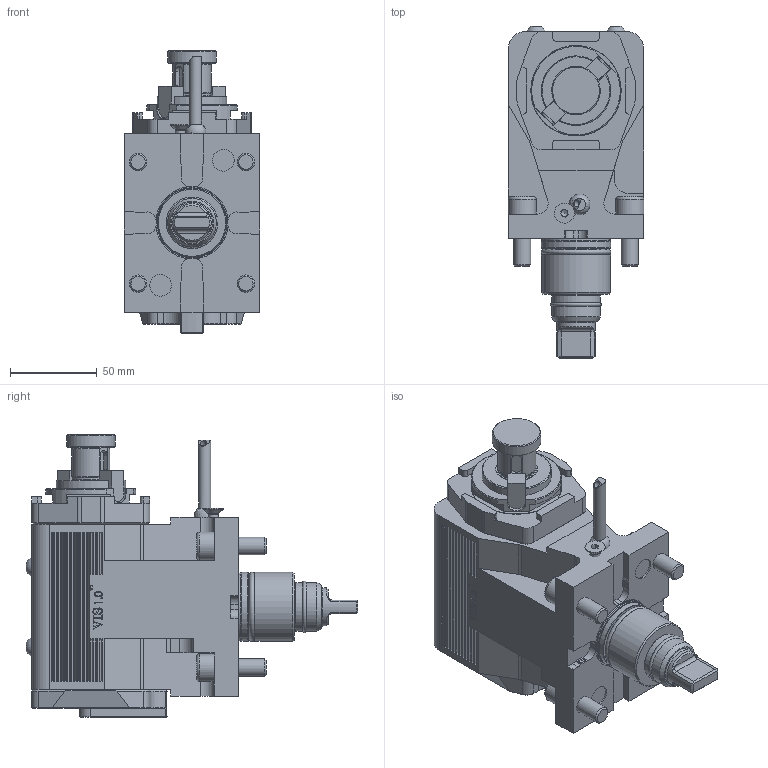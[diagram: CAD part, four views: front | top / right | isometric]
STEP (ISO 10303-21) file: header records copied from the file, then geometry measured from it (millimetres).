
FILE_DESCRIPTION (( 'STEP AP214' ), '1' );
FILE_NAME ('RRPFH22131UNZ.STEP', '2023-03-06T14:16:26', ( '' ), ( '' ), 'SwSTEP 2.0', 'SolidWorks 2016', '' );
FILE_SCHEMA (( 'AUTOMOTIVE_DESIGN' ));
Length unit declared in the file: millimetre
Products named in the file (1): RRPFH22131UNZ
Bounding box: 78 x 191.1 x 162.5 mm (x, y, z)
Volume: 1003226.6 mm3; surface area: 91276.4 mm2
Topology: 5 solids, 5 shells, 1155 faces, 2984 edges, 1950 vertices
Faces by surface type: plane 775, cylinder 165, bspline 130, cone 62, torus 18, sphere 5
Full cylindrical faces by diameter (mm): 1.7 x1, 2.1 x1, 4 x1, 6 x1, 6.366 x1, 7 x1, 10 x4, 10.5 x4, 11.57 x1, 16 x4, 22 x1, 25 x1, 28 x3, 35.1 x1, 39.5 x1, 39.8 x1, 39.9 x1, 52 x1
Entity records: 44026 total; most frequent: CARTESIAN_POINT 14079, ORIENTED_EDGE 5764, DIRECTION 4926, EDGE_CURVE 2882, VECTOR 2106, LINE 2106, VERTEX_POINT 1919, AXIS2_PLACEMENT_3D 1410
